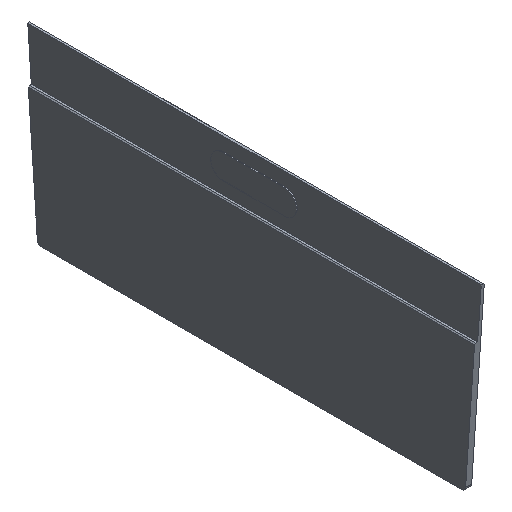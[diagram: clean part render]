
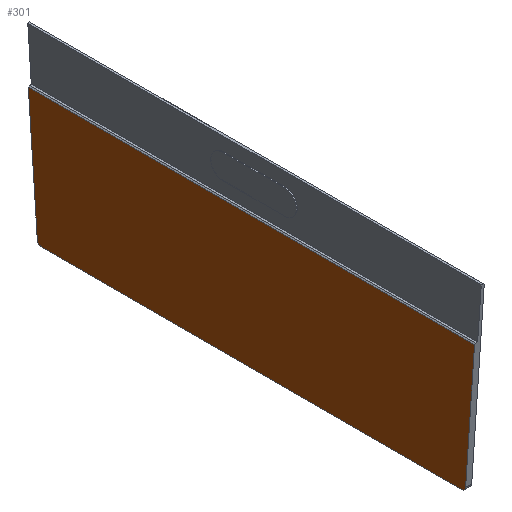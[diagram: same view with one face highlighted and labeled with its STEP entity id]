
A CAD part, isometric view. The second image highlights one B-rep face of the part: STEP entity #301.
In plain terms, the highlighted planar face has unit normal (-1, 0, 0).
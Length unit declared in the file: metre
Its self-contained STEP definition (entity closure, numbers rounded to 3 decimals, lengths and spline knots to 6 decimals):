
#13=CIRCLE('',#329,0.002);
#15=CIRCLE('',#333,0.002);
#56=ORIENTED_EDGE('',*,*,#117,.F.);
#57=ORIENTED_EDGE('',*,*,#134,.T.);
#58=ORIENTED_EDGE('',*,*,#131,.T.);
#59=ORIENTED_EDGE('',*,*,#126,.F.);
#60=ORIENTED_EDGE('',*,*,#123,.F.);
#61=ORIENTED_EDGE('',*,*,#120,.F.);
#117=EDGE_CURVE('',#158,#159,#187,.T.);
#120=EDGE_CURVE('',#159,#161,#13,.T.);
#123=EDGE_CURVE('',#161,#163,#191,.T.);
#126=EDGE_CURVE('',#163,#165,#15,.T.);
#131=EDGE_CURVE('',#169,#165,#197,.T.);
#134=EDGE_CURVE('',#158,#169,#200,.T.);
#158=VERTEX_POINT('',#456);
#159=VERTEX_POINT('',#458);
#161=VERTEX_POINT('',#464);
#163=VERTEX_POINT('',#470);
#165=VERTEX_POINT('',#476);
#169=VERTEX_POINT('',#486);
#187=LINE('',#457,#221);
#191=LINE('',#469,#225);
#197=LINE('',#485,#231);
#200=LINE('',#490,#234);
#221=VECTOR('',#365,1.);
#225=VECTOR('',#377,1.);
#231=VECTOR('',#391,1.);
#234=VECTOR('',#396,1.);
#252=EDGE_LOOP('',(#56,#57,#58,#59,#60,#61));
#270=FACE_BOUND('',#252,.T.);
#286=PLANE('',#335);
#301=ADVANCED_FACE('',(#270),#286,.F.);
#329=AXIS2_PLACEMENT_3D('',#463,#371,#372);
#333=AXIS2_PLACEMENT_3D('',#475,#383,#384);
#335=AXIS2_PLACEMENT_3D('',#489,#394,#395);
#365=DIRECTION('',(0.,0.07,-0.998));
#371=DIRECTION('',(1.,0.,0.));
#372=DIRECTION('',(0.,0.,-1.));
#377=DIRECTION('',(0.,1.,0.));
#383=DIRECTION('',(1.,0.,0.));
#384=DIRECTION('',(0.,0.,-1.));
#391=DIRECTION('',(0.,-0.07,-0.998));
#394=DIRECTION('',(1.,0.,0.));
#395=DIRECTION('',(0.,1.,0.));
#396=DIRECTION('',(0.,1.,0.));
#456=CARTESIAN_POINT('',(-0.0015,-0.109198,0.0753));
#457=CARTESIAN_POINT('',(-0.0015,-0.112707,0.12548));
#458=CARTESIAN_POINT('',(-0.0015,-0.104817,0.01266));
#463=CARTESIAN_POINT('',(-0.0015,-0.102822,0.0128));
#464=CARTESIAN_POINT('',(-0.0015,-0.102822,0.0108));
#469=CARTESIAN_POINT('',(-0.0015,0.,0.0108));
#470=CARTESIAN_POINT('',(-0.0015,0.102822,0.0108));
#475=CARTESIAN_POINT('',(-0.0015,0.102822,0.0128));
#476=CARTESIAN_POINT('',(-0.0015,0.104817,0.01266));
#485=CARTESIAN_POINT('',(-0.0015,0.112707,0.12548));
#486=CARTESIAN_POINT('',(-0.0015,0.109198,0.0753));
#489=CARTESIAN_POINT('',(-0.0015,0.,0.132874));
#490=CARTESIAN_POINT('',(-0.0015,0.,0.0753));
